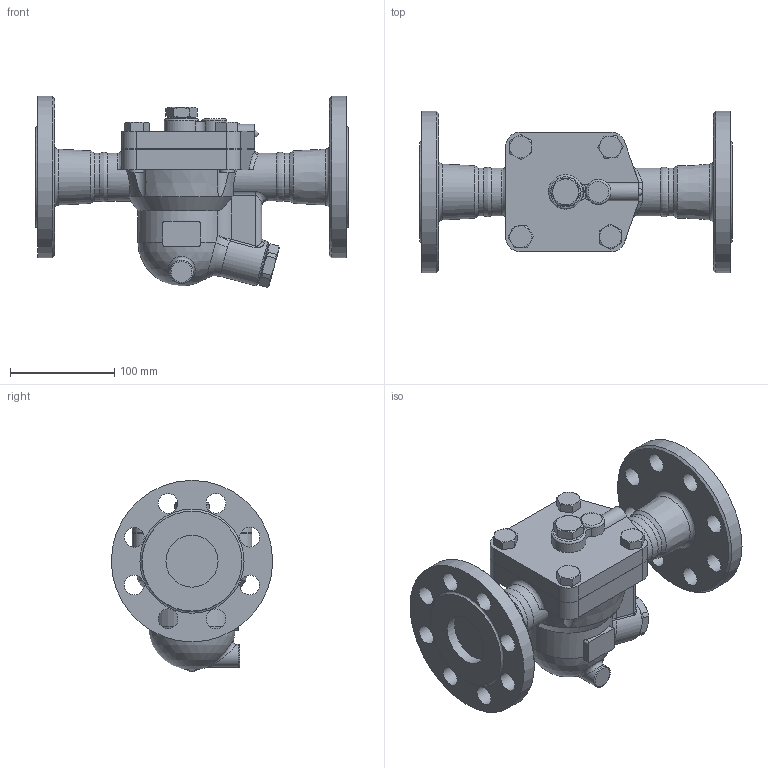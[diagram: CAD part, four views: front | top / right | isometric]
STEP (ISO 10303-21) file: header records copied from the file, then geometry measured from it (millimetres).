
FILE_DESCRIPTION((''),'2;1');
FILE_NAME('j5rlp-050-jis20-00.stp','2010-11-18T14:18:26',('nakaot'),(''),'Autodesk Inventor 2008','Autodesk Inventor 2008','');
FILE_SCHEMA(('AUTOMOTIVE_DESIGN { 1 0 10303 214 1 1 1 1 }'));
Length unit declared in the file: millimetre
Products named in the file (1): j5rlp-050-jis20-00
Bounding box: 300 x 155 x 183.58 mm (x, y, z)
Volume: 2143846.5 mm3; surface area: 221443.5 mm2
Topology: 1 solids, 1 shells, 295 faces, 744 edges, 473 vertices
Faces by surface type: plane 111, cylinder 66, bspline 61, cone 51, torus 4, sphere 2
Full cylindrical faces by diameter (mm): 14 x8, 19 x8, 21 x1, 22 x1, 27 x1, 44 x1, 46 x3, 50 x1, 80 x1, 155 x1
Entity records: 17185 total; most frequent: CARTESIAN_POINT 10894, ORIENTED_EDGE 1304, DIRECTION 1199, EDGE_CURVE 652, AXIS2_PLACEMENT_3D 502, VERTEX_POINT 445, EDGE_LOOP 421, FACE_OUTER_BOUND 295
